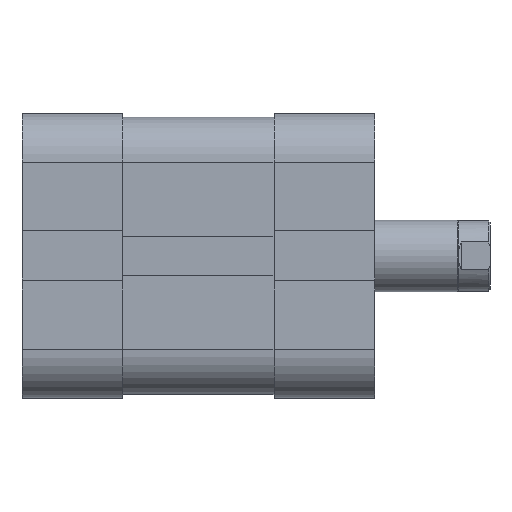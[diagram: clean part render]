
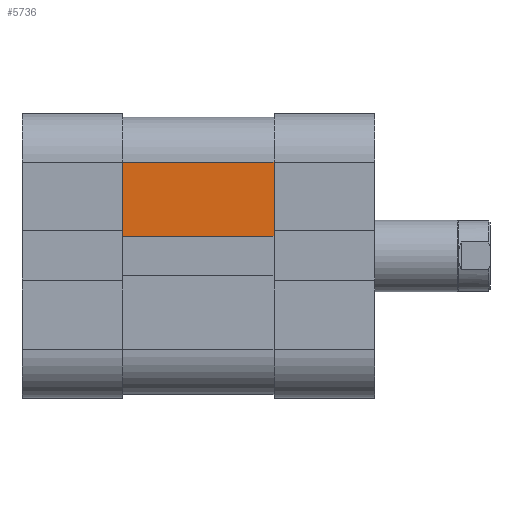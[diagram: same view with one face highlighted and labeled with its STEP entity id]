
A CAD part, top view. The second image highlights one B-rep face of the part: STEP entity #5736.
In plain terms, the highlighted face is planar.
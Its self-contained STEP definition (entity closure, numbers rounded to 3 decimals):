
#792 = CARTESIAN_POINT ( 'NONE',  ( 6.25, 0., -21. ) ) ;
#794 = CARTESIAN_POINT ( 'NONE',  ( 16.55, 0., 0. ) ) ;
#846 = VERTEX_POINT ( 'NONE', #882 ) ;
#870 = CARTESIAN_POINT ( 'NONE',  ( 16.55, 0., -21. ) ) ;
#876 = VERTEX_POINT ( 'NONE', #870 ) ;
#882 = CARTESIAN_POINT ( 'NONE',  ( 6.25, 0., 0. ) ) ;
#1035 = VERTEX_POINT ( 'NONE', #794 ) ;
#1037 = VERTEX_POINT ( 'NONE', #792 ) ;
#1889 = ORIENTED_EDGE ( 'NONE', *, *, #6816, .F. ) ;
#1901 = ORIENTED_EDGE ( 'NONE', *, *, #6826, .F. ) ;
#1943 = ORIENTED_EDGE ( 'NONE', *, *, #6825, .T. ) ;
#1970 = ORIENTED_EDGE ( 'NONE', *, *, #6827, .T. ) ;
#2245 = FACE_OUTER_BOUND ( 'NONE', #6021, .T. ) ;
#2749 = PLANE ( 'NONE',  #6966 ) ;
#2750 = CARTESIAN_POINT ( 'NONE',  ( 6.25, 0., -21. ) ) ;
#2759 = DIRECTION ( 'NONE',  ( 0., -1., 0. ) ) ;
#2760 = DIRECTION ( 'NONE',  ( 0., 0., -1. ) ) ;
#4603 = VECTOR ( 'NONE', #5476, 1000. ) ;
#4606 = LINE ( 'NONE', #5470, #4603 ) ;
#4616 = LINE ( 'NONE', #5495, #4625 ) ;
#4621 = LINE ( 'NONE', #5486, #4623 ) ;
#4623 = VECTOR ( 'NONE', #5497, 1000. ) ;
#4625 = VECTOR ( 'NONE', #5499, 1000. ) ;
#4626 = LINE ( 'NONE', #5500, #4627 ) ;
#4627 = VECTOR ( 'NONE', #5501, 1000. ) ;
#5470 = CARTESIAN_POINT ( 'NONE',  ( 6.25, 0., 0. ) ) ;
#5476 = DIRECTION ( 'NONE',  ( 1., 0., 0. ) ) ;
#5486 = CARTESIAN_POINT ( 'NONE',  ( 6.25, 0., -21. ) ) ;
#5495 = CARTESIAN_POINT ( 'NONE',  ( 6.25, 0., -21. ) ) ;
#5497 = DIRECTION ( 'NONE',  ( 1., 0., 0. ) ) ;
#5499 = DIRECTION ( 'NONE',  ( 0., 0., 1. ) ) ;
#5500 = CARTESIAN_POINT ( 'NONE',  ( 16.55, 0., -21. ) ) ;
#5501 = DIRECTION ( 'NONE',  ( 0., 0., 1. ) ) ;
#5736 = ADVANCED_FACE ( 'NONE', ( #2245 ), #2749, .T. ) ;
#6021 = EDGE_LOOP ( 'NONE', ( #1970, #1889, #1901, #1943 ) ) ;
#6816 = EDGE_CURVE ( 'NONE', #846, #1035, #4606, .T. ) ;
#6825 = EDGE_CURVE ( 'NONE', #1037, #876, #4621, .T. ) ;
#6826 = EDGE_CURVE ( 'NONE', #1037, #846, #4616, .T. ) ;
#6827 = EDGE_CURVE ( 'NONE', #876, #1035, #4626, .T. ) ;
#6966 = AXIS2_PLACEMENT_3D ( 'NONE', #2750, #2759, #2760 ) ;
